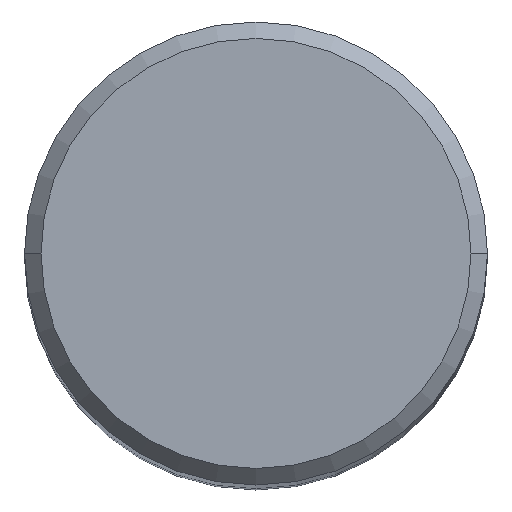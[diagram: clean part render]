
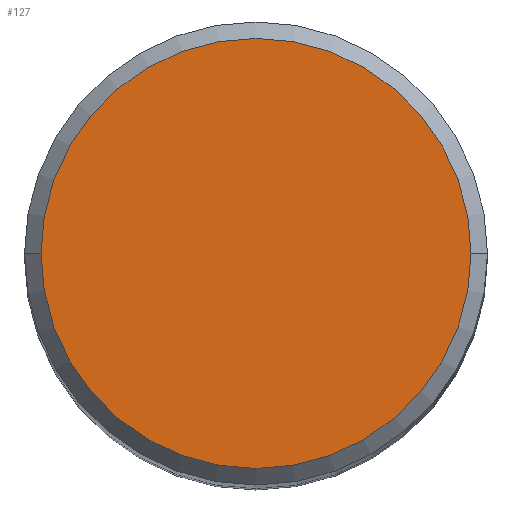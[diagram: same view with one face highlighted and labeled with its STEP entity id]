
A CAD part, top view. The second image highlights one B-rep face of the part: STEP entity #127.
In plain terms, the highlighted planar face has unit normal (0, 0, 1).
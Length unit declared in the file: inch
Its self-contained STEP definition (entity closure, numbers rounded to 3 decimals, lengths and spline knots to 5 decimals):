
#24 = DIRECTION ( 'NONE',  ( -1., 0., 0. ) ) ;
#60 = CIRCLE ( 'NONE', #210, 0.26125 ) ;
#64 = CARTESIAN_POINT ( 'NONE',  ( 0., 0., 0. ) ) ;
#81 = ORIENTED_EDGE ( 'NONE', *, *, #356, .T. ) ;
#83 = EDGE_CURVE ( 'NONE', #207, #354, #192, .T. ) ;
#98 = AXIS2_PLACEMENT_3D ( 'NONE', #64, #363, #182 ) ;
#111 = ORIENTED_EDGE ( 'NONE', *, *, #83, .T. ) ;
#127 = ADVANCED_FACE ( 'NONE', ( #390 ), #215, .F. ) ;
#143 = EDGE_LOOP ( 'NONE', ( #111, #81 ) ) ;
#182 = DIRECTION ( 'NONE',  ( 1., 0., 0. ) ) ;
#186 = AXIS2_PLACEMENT_3D ( 'NONE', #332, #297, #24 ) ;
#192 = CIRCLE ( 'NONE', #98, 0.26125 ) ;
#207 = VERTEX_POINT ( 'NONE', #266 ) ;
#210 = AXIS2_PLACEMENT_3D ( 'NONE', #340, #247, #249 ) ;
#215 = PLANE ( 'NONE',  #186 ) ;
#247 = DIRECTION ( 'NONE',  ( 0., 0., 1. ) ) ;
#249 = DIRECTION ( 'NONE',  ( 1., 0., 0. ) ) ;
#266 = CARTESIAN_POINT ( 'NONE',  ( -0.26125, 0., 0. ) ) ;
#276 = CARTESIAN_POINT ( 'NONE',  ( 0.26125, 0., 0. ) ) ;
#297 = DIRECTION ( 'NONE',  ( 0., 0., -1. ) ) ;
#332 = CARTESIAN_POINT ( 'NONE',  ( 0., 0.26125, 0. ) ) ;
#340 = CARTESIAN_POINT ( 'NONE',  ( 0., 0., 0. ) ) ;
#354 = VERTEX_POINT ( 'NONE', #276 ) ;
#356 = EDGE_CURVE ( 'NONE', #354, #207, #60, .T. ) ;
#363 = DIRECTION ( 'NONE',  ( 0., 0., 1. ) ) ;
#390 = FACE_OUTER_BOUND ( 'NONE', #143, .T. ) ;
